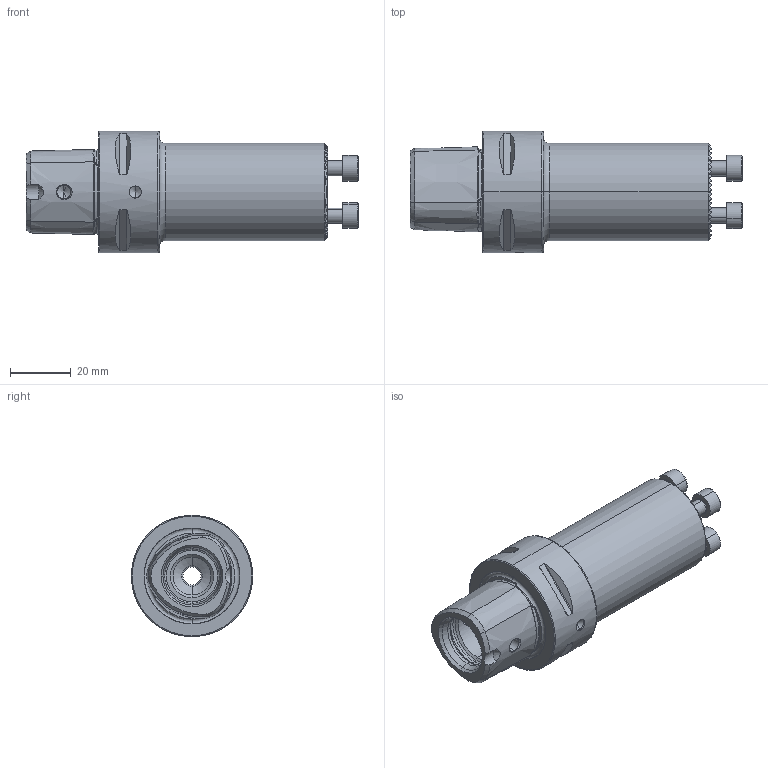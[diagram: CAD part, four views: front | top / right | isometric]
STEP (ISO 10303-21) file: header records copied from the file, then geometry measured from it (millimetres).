
FILE_DESCRIPTION (( 'STEP AP214' ), '1' );
FILE_NAME ('PS4-WK2.032.110.STEP', '2015-05-06T06:51:25', ( 'SWIAdmin' ), ( 'Hewlett-Packard Company' ), 'SwSTEP 2.0', 'SolidWorks 2012', '' );
FILE_SCHEMA (( 'AUTOMOTIVE_DESIGN' ));
Length unit declared in the file: millimetre
Products named in the file (4): DIN 3771 - 6x1; ISO 4762 - M5 x 14; PS4-WK2.032.110_A; PS4-WK2.032.110
Assembly tree (6 placements, depth 2):
  PS4-WK2.032.110
    PS4-WK2.032.110_A
    ISO 4762 - M5 x 14  x4
    DIN 3771 - 6x1
Bounding box: 109.4 x 40 x 40 mm (x, y, z)
Volume: 75053.8 mm3; surface area: 18612.6 mm2
Topology: 6 solids, 6 shells, 457 faces, 1174 edges, 724 vertices
Faces by surface type: plane 212, cylinder 101, cone 86, torus 58
Entity records: 13416 total; most frequent: CARTESIAN_POINT 4298, ORIENTED_EDGE 1972, DIRECTION 1698, EDGE_CURVE 986, AXIS2_PLACEMENT_3D 685, VERTEX_POINT 625, EDGE_LOOP 391, ADVANCED_FACE 376
